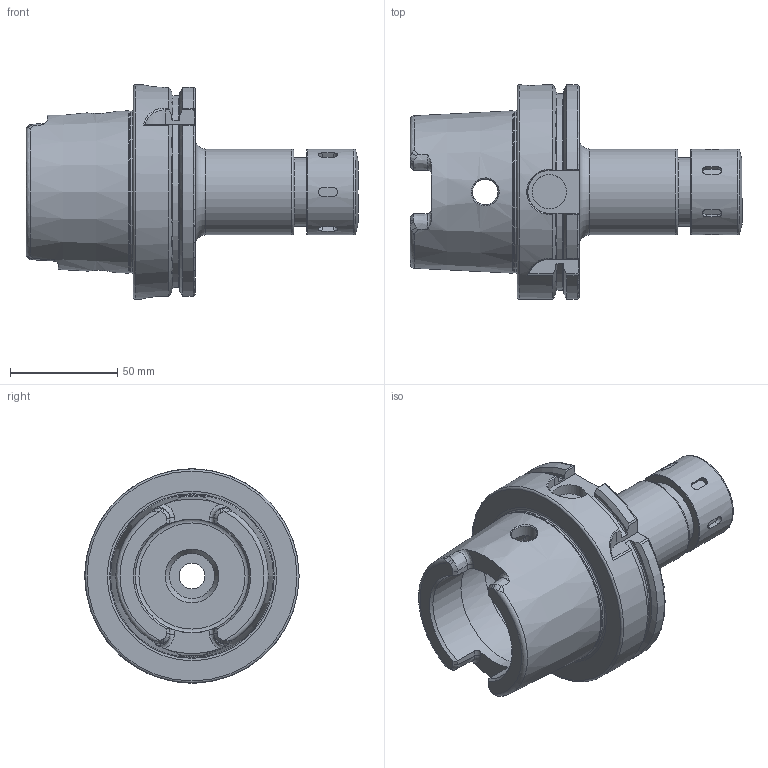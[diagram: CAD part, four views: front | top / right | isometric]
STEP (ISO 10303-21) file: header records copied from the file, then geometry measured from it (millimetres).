
FILE_DESCRIPTION(/* description */ (''),/* implementation_level */ '2;1');
FILE_NAME(/* name */ 'HSK100A-SX16-105.stp',/* time_stamp */ '2019-06-20T11:50:56-05:00',/* author */ ('ldfli'),/* organization */ ('Pioneer N.A.'),/* preprocessor_version */ 'ST-DEVELOPER v18',/* originating_system */ 'Autodesk Inventor LT',/* authorisation */ '');
FILE_SCHEMA (('AUTOMOTIVE_DESIGN { 1 0 10303 214 3 1 1 }'));
Length unit declared in the file: millimetre
Products named in the file (1): HSK100A-SX16-105
Bounding box: 155 x 100 x 100 mm (x, y, z)
Volume: 319572.8 mm3; surface area: 68510.4 mm2
Topology: 2 solids, 2 shells, 222 faces, 626 edges, 424 vertices
Faces by surface type: plane 81, cylinder 47, bspline 46, torus 25, cone 23
Full cylindrical faces by diameter (mm): 10 x1, 12 x3, 16 x1, 16.376 x1, 19.8 x1, 20.6 x1, 21 x1, 22 x1, 26 x1, 30.5 x1, 32 x1, 32.2 x1, 32.5 x1, 40 x2, 53 x2, 63 x1, 75.519 x1, 100 x1
Entity records: 10463 total; most frequent: CARTESIAN_POINT 4912, ORIENTED_EDGE 1256, DIRECTION 1027, EDGE_CURVE 628, VERTEX_POINT 426, AXIS2_PLACEMENT_3D 401, EDGE_LOOP 246, LINE 225
